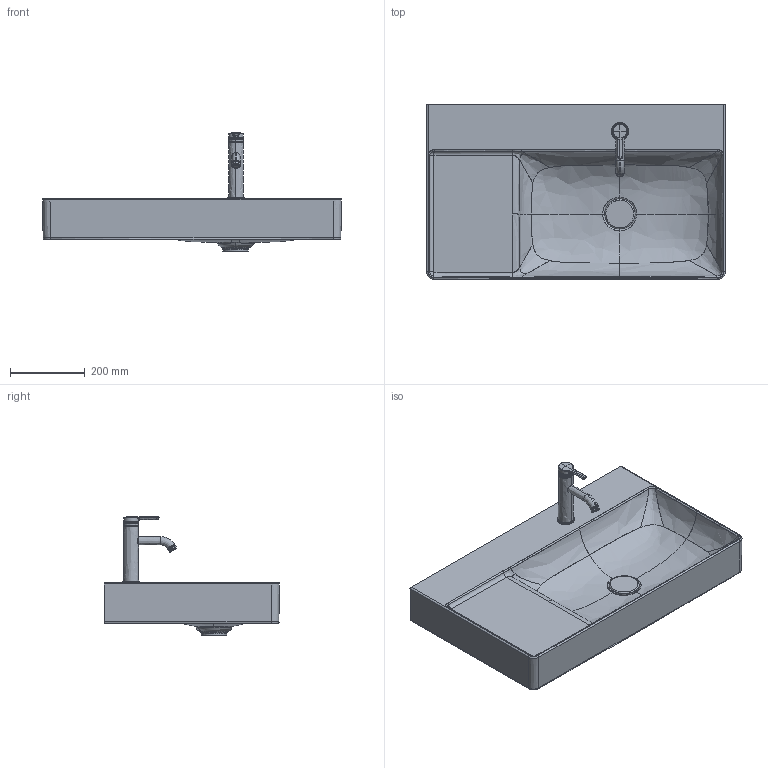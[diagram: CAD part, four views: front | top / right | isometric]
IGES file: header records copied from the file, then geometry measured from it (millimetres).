
Global section: file name: 67H234980.igs; native system: Rhinoceros ( Sep 13 2016 ); preprocessor: Trout Lake IGES 012 Sep 13 2016; date: 190221.110252; units: millimetre
Bounding box: 799.89 x 469.3 x 316.23 mm (x, y, z)
Surface area: 1330966.2 mm2 (no closed solid volume)
Topology: 0 solids, 0 shells, 813 faces, 7868 edges, 7845 vertices
Faces by surface type: bspline 813
